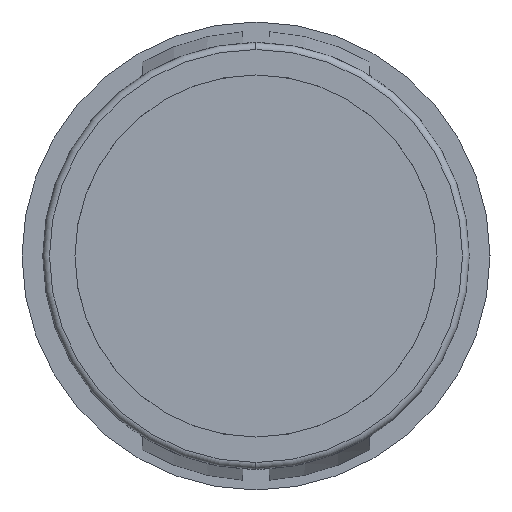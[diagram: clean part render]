
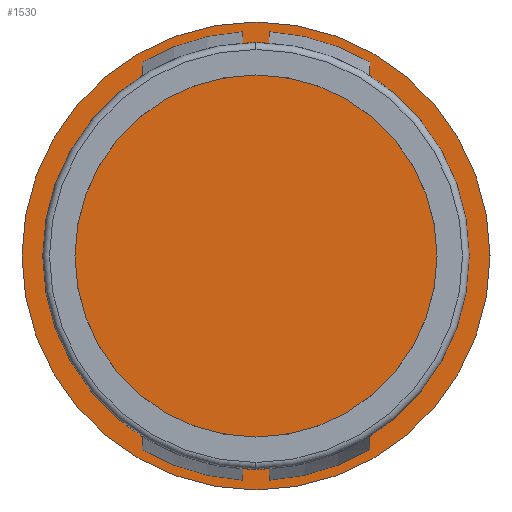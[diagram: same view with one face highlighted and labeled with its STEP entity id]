
A CAD part, front view. The second image highlights one B-rep face of the part: STEP entity #1530.
In plain terms, the highlighted planar face has unit normal (0, -1, 0).
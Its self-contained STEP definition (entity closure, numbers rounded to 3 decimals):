
#3 = VERTEX_POINT ( 'NONE', #1236 ) ;
#16 = VERTEX_POINT ( 'NONE', #1195 ) ;
#21 = ORIENTED_EDGE ( 'NONE', *, *, #1658, .T. ) ;
#31 = ORIENTED_EDGE ( 'NONE', *, *, #1495, .T. ) ;
#36 = VERTEX_POINT ( 'NONE', #1136 ) ;
#49 = VERTEX_POINT ( 'NONE', #1133 ) ;
#55 = VERTEX_POINT ( 'NONE', #1140 ) ;
#67 = ORIENTED_EDGE ( 'NONE', *, *, #1489, .F. ) ;
#88 = ORIENTED_EDGE ( 'NONE', *, *, #1502, .T. ) ;
#90 = VERTEX_POINT ( 'NONE', #1258 ) ;
#100 = ORIENTED_EDGE ( 'NONE', *, *, #1596, .T. ) ;
#106 = VERTEX_POINT ( 'NONE', #1221 ) ;
#125 = ORIENTED_EDGE ( 'NONE', *, *, #1651, .T. ) ;
#128 = ORIENTED_EDGE ( 'NONE', *, *, #1627, .T. ) ;
#130 = ORIENTED_EDGE ( 'NONE', *, *, #1506, .F. ) ;
#138 = ORIENTED_EDGE ( 'NONE', *, *, #1503, .F. ) ;
#157 = ORIENTED_EDGE ( 'NONE', *, *, #1647, .F. ) ;
#163 = VERTEX_POINT ( 'NONE', #1252 ) ;
#164 = VERTEX_POINT ( 'NONE', #1141 ) ;
#185 = CARTESIAN_POINT ( 'NONE',  ( 0., 0., 0. ) ) ;
#189 = DIRECTION ( 'NONE',  ( 0., -1., 0. ) ) ;
#197 = DIRECTION ( 'NONE',  ( 0., 0., -1. ) ) ;
#232 = DIRECTION ( 'NONE',  ( 0., 0., 1. ) ) ;
#286 = FACE_OUTER_BOUND ( 'NONE', #759, .T. ) ;
#299 = AXIS2_PLACEMENT_3D ( 'NONE', #608, #627, #655 ) ;
#319 = FACE_BOUND ( 'NONE', #743, .T. ) ;
#332 = AXIS2_PLACEMENT_3D ( 'NONE', #1058, #991, #948 ) ;
#346 = AXIS2_PLACEMENT_3D ( 'NONE', #185, #189, #197 ) ;
#375 = AXIS2_PLACEMENT_3D ( 'NONE', #1363, #1355, #1333 ) ;
#392 = VECTOR ( 'NONE', #1716, 1000. ) ;
#409 = FACE_BOUND ( 'NONE', #742, .T. ) ;
#484 = VECTOR ( 'NONE', #232, 1000. ) ;
#525 = CIRCLE ( 'NONE', #1125, 17.45 ) ;
#527 = CIRCLE ( 'NONE', #1121, 13.5 ) ;
#537 = CIRCLE ( 'NONE', #1097, 15.9 ) ;
#560 = CIRCLE ( 'NONE', #299, 15.9 ) ;
#590 = CIRCLE ( 'NONE', #346, 13.5 ) ;
#594 = CIRCLE ( 'NONE', #375, 17.45 ) ;
#608 = CARTESIAN_POINT ( 'NONE',  ( 0., 0., 0. ) ) ;
#627 = DIRECTION ( 'NONE',  ( 0., 1., 0. ) ) ;
#655 = DIRECTION ( 'NONE',  ( 0., 0., -1. ) ) ;
#742 = EDGE_LOOP ( 'NONE', ( #125, #128, #100, #88 ) ) ;
#743 = EDGE_LOOP ( 'NONE', ( #67, #31, #130, #21 ) ) ;
#759 = EDGE_LOOP ( 'NONE', ( #157, #138 ) ) ;
#948 = DIRECTION ( 'NONE',  ( 0., 0., -1. ) ) ;
#963 = DIRECTION ( 'NONE',  ( 0., 0., -1. ) ) ;
#965 = DIRECTION ( 'NONE',  ( 0., 0., 1. ) ) ;
#980 = DIRECTION ( 'NONE',  ( 0., -1., 0. ) ) ;
#984 = PLANE ( 'NONE',  #332 ) ;
#985 = CARTESIAN_POINT ( 'NONE',  ( 0., 0., 0. ) ) ;
#989 = DIRECTION ( 'NONE',  ( 0., 1., 0. ) ) ;
#990 = CARTESIAN_POINT ( 'NONE',  ( -10.5, 0., -17.45 ) ) ;
#991 = DIRECTION ( 'NONE',  ( 0., -1., 0. ) ) ;
#995 = LINE ( 'NONE', #990, #1084 ) ;
#1019 = DIRECTION ( 'NONE',  ( 0., 0., 1. ) ) ;
#1058 = CARTESIAN_POINT ( 'NONE',  ( -16.75, 0., 0. ) ) ;
#1069 = VECTOR ( 'NONE', #1822, 1000. ) ;
#1084 = VECTOR ( 'NONE', #1019, 1000. ) ;
#1097 = AXIS2_PLACEMENT_3D ( 'NONE', #1766, #1783, #1887 ) ;
#1121 = AXIS2_PLACEMENT_3D ( 'NONE', #1762, #980, #963 ) ;
#1125 = AXIS2_PLACEMENT_3D ( 'NONE', #985, #989, #965 ) ;
#1133 = CARTESIAN_POINT ( 'NONE',  ( 10.5, 0., -11.94 ) ) ;
#1136 = CARTESIAN_POINT ( 'NONE',  ( -10.5, 0., -11.94 ) ) ;
#1140 = CARTESIAN_POINT ( 'NONE',  ( -10.5, 0., 11.94 ) ) ;
#1141 = CARTESIAN_POINT ( 'NONE',  ( 0., 0., 17.45 ) ) ;
#1195 = CARTESIAN_POINT ( 'NONE',  ( 10.5, 0., -8.485 ) ) ;
#1201 = CARTESIAN_POINT ( 'NONE',  ( -10.5, 0., 8.485 ) ) ;
#1221 = CARTESIAN_POINT ( 'NONE',  ( 10.5, 0., 11.94 ) ) ;
#1236 = CARTESIAN_POINT ( 'NONE',  ( -10.5, 0., -8.485 ) ) ;
#1252 = CARTESIAN_POINT ( 'NONE',  ( 0., 0., -17.45 ) ) ;
#1258 = CARTESIAN_POINT ( 'NONE',  ( 10.5, 0., 8.485 ) ) ;
#1333 = DIRECTION ( 'NONE',  ( 0., 0., 1. ) ) ;
#1336 = CARTESIAN_POINT ( 'NONE',  ( 10.5, 0., -17.45 ) ) ;
#1337 = LINE ( 'NONE', #1336, #484 ) ;
#1355 = DIRECTION ( 'NONE',  ( 0., 1., 0. ) ) ;
#1363 = CARTESIAN_POINT ( 'NONE',  ( 0., 0., 0. ) ) ;
#1377 = VERTEX_POINT ( 'NONE', #1201 ) ;
#1489 = EDGE_CURVE ( 'NONE', #36, #3, #1809, .T. ) ;
#1495 = EDGE_CURVE ( 'NONE', #36, #55, #537, .T. ) ;
#1502 = EDGE_CURVE ( 'NONE', #16, #90, #527, .T. ) ;
#1503 = EDGE_CURVE ( 'NONE', #163, #164, #525, .T. ) ;
#1506 = EDGE_CURVE ( 'NONE', #1377, #55, #995, .T. ) ;
#1530 = ADVANCED_FACE ( 'NONE', ( #319, #409, #286 ), #984, .T. ) ;
#1596 = EDGE_CURVE ( 'NONE', #49, #16, #1736, .T. ) ;
#1627 = EDGE_CURVE ( 'NONE', #106, #49, #560, .T. ) ;
#1647 = EDGE_CURVE ( 'NONE', #164, #163, #594, .T. ) ;
#1651 = EDGE_CURVE ( 'NONE', #90, #106, #1337, .T. ) ;
#1658 = EDGE_CURVE ( 'NONE', #1377, #3, #590, .T. ) ;
#1713 = CARTESIAN_POINT ( 'NONE',  ( 10.5, 0., -17.45 ) ) ;
#1716 = DIRECTION ( 'NONE',  ( 0., 0., 1. ) ) ;
#1736 = LINE ( 'NONE', #1713, #392 ) ;
#1762 = CARTESIAN_POINT ( 'NONE',  ( 0., 0., 0. ) ) ;
#1766 = CARTESIAN_POINT ( 'NONE',  ( 0., 0., 0. ) ) ;
#1783 = DIRECTION ( 'NONE',  ( 0., 1., 0. ) ) ;
#1809 = LINE ( 'NONE', #1823, #1069 ) ;
#1822 = DIRECTION ( 'NONE',  ( 0., 0., 1. ) ) ;
#1823 = CARTESIAN_POINT ( 'NONE',  ( -10.5, 0., -17.45 ) ) ;
#1887 = DIRECTION ( 'NONE',  ( 0., 0., -1. ) ) ;
